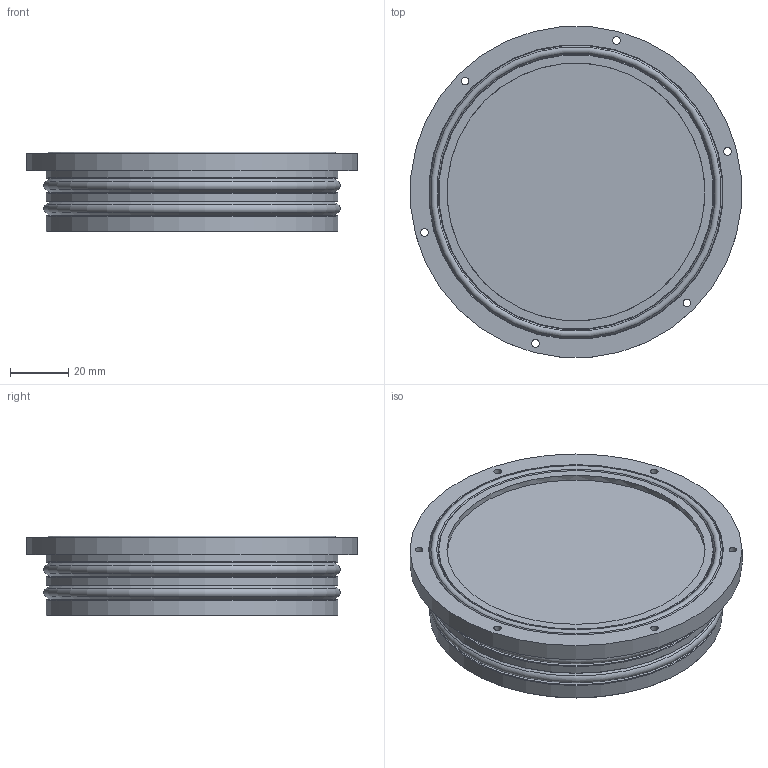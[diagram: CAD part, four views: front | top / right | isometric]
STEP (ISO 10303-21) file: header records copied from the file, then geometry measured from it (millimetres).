
FILE_DESCRIPTION(/* description */ ('STEP AP214'),/* implementation_level */ '2;1');
FILE_NAME(/* name */ '64690cf9c78bef02ddcfeb3c',/* time_stamp */ '2023-05-20T18:10:02Z',/* author */ (''),/* organization */ (''),/* preprocessor_version */ 'ST-DEVELOPER v19.4',/* originating_system */ ' ',/* authorisation */ ' ');
FILE_SCHEMA (('AUTOMOTIVE_DESIGN {1 0 10303 214 3 1 1}'));
Length unit declared in the file: metre
Products named in the file (1): Part 1
Bounding box: 113.87 x 113.87 x 27.53 mm (x, y, z)
Volume: 216862.1 mm3; surface area: 33725.5 mm2
Topology: 1 solids, 1 shells, 46 faces, 95 edges, 62 vertices
Faces by surface type: cylinder 17, plane 13, cone 13, torus 3
Full cylindrical faces by diameter (mm): 2.6 x10, 88.838 x1, 94.92 x1, 100.838 x3, 101.117 x1, 114.3 x1
Entity records: 1028 total; most frequent: DIRECTION 196, CARTESIAN_POINT 149, ORIENTED_EDGE 102, EDGE_LOOP 102, FACE_BOUND 102, AXIS2_PLACEMENT_3D 98, EDGE_CURVE 51, VERTEX_POINT 51
